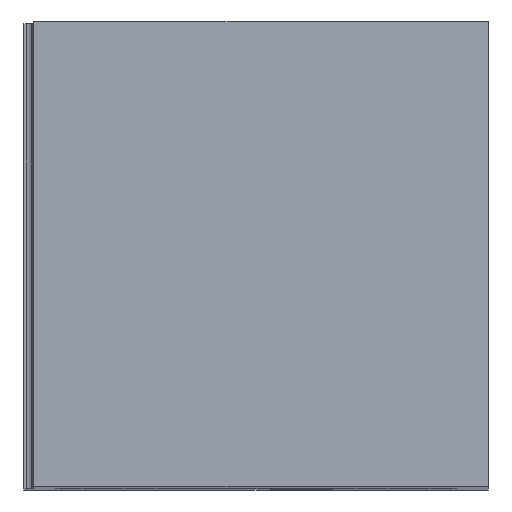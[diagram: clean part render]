
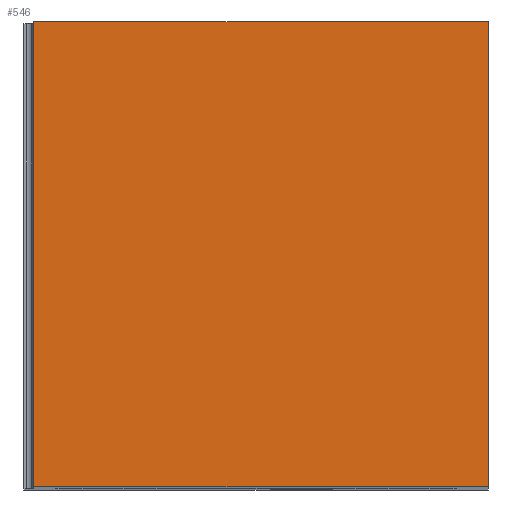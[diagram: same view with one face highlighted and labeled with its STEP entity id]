
A CAD part, top view. The second image highlights one B-rep face of the part: STEP entity #546.
In plain terms, the highlighted planar face has unit normal (0, 0, 1).
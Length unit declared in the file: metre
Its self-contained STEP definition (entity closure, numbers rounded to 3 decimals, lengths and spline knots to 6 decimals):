
#546=ADVANCED_FACE('0:8297',(#1162),#1163,.T.);
#1162=FACE_OUTER_BOUND('',#1857,.T.);
#1163=PLANE('',#1858);
#1857=EDGE_LOOP('',(#3659,#3660,#3661,#3662));
#1858=AXIS2_PLACEMENT_3D('',#3663,#3664,#3665);
#3659=ORIENTED_EDGE('',*,*,#4822,.F.);
#3660=ORIENTED_EDGE('',*,*,#4409,.F.);
#3661=ORIENTED_EDGE('',*,*,#4846,.F.);
#3662=ORIENTED_EDGE('',*,*,#4722,.F.);
#3663=CARTESIAN_POINT('',(0.007211,-0.000989,0.127));
#3664=DIRECTION('',(0.0,0.0,1.0));
#3665=DIRECTION('',(0.,-1.0,0.0));
#4409=EDGE_CURVE('0:8525',#5304,#5305,#5306,.T.);
#4722=EDGE_CURVE('0:9668',#5776,#5777,#5778,.T.);
#4822=EDGE_CURVE('0:9656',#5305,#5776,#5902,.T.);
#4846=EDGE_CURVE('0:9680',#5777,#5304,#5929,.T.);
#5304=VERTEX_POINT('',#6666);
#5305=VERTEX_POINT('',#6667);
#5306=LINE('',#6668,#6669);
#5776=VERTEX_POINT('',#7626);
#5777=VERTEX_POINT('',#7627);
#5778=LINE('',#7628,#7629);
#5902=LINE('',#7825,#7826);
#5929=LINE('',#7868,#7869);
#6666=CARTESIAN_POINT('',(0.019211,-0.020189,0.127));
#6667=CARTESIAN_POINT('',(-0.012289,-0.020189,0.127));
#6668=CARTESIAN_POINT('',(0.019211,-0.020189,0.127));
#6669=VECTOR('',#8191,0.);
#7626=CARTESIAN_POINT('',(-0.012289,0.012011,0.127));
#7627=CARTESIAN_POINT('',(0.019211,0.012011,0.127));
#7628=CARTESIAN_POINT('',(-0.012989,0.012011,0.127));
#7629=VECTOR('',#8431,0.);
#7825=CARTESIAN_POINT('',(-0.012289,-0.002539,0.127));
#7826=VECTOR('',#8536,0.);
#7868=CARTESIAN_POINT('',(0.019211,0.012011,0.127));
#7869=VECTOR('',#8551,0.);
#8191=DIRECTION('',(-1.0,0.,0.0));
#8431=DIRECTION('',(1.0,0.,0.0));
#8536=DIRECTION('',(0.,1.0,0.0));
#8551=DIRECTION('',(0.,-1.0,0.0));
